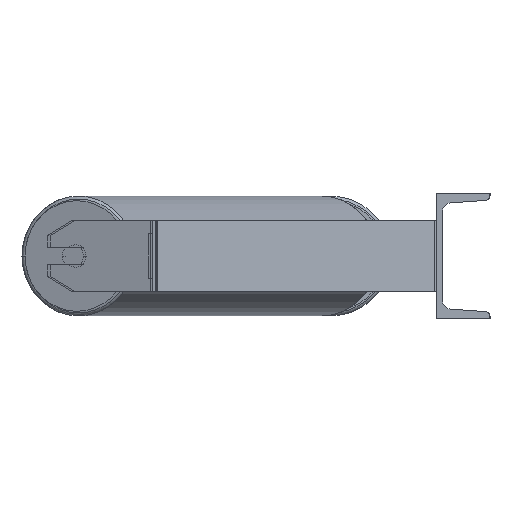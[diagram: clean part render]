
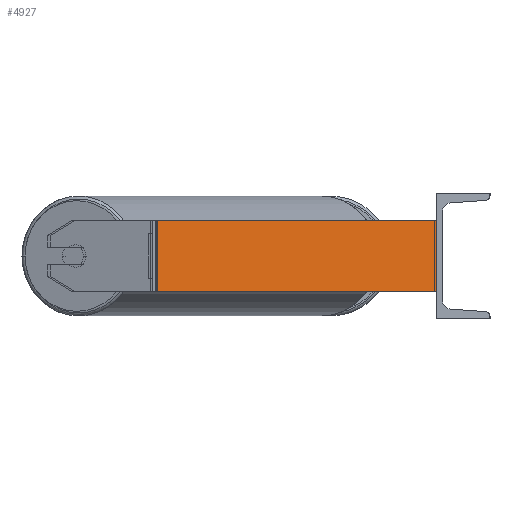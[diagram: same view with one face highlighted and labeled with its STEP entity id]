
A CAD part, left-side view. The second image highlights one B-rep face of the part: STEP entity #4927.
In plain terms, the highlighted planar face has unit normal (-0.985, -0.174, 0).
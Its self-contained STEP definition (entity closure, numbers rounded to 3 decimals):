
#42 = CARTESIAN_POINT ( 'NONE',  ( -1185., 0., 40. ) ) ;
#58 = DIRECTION ( 'NONE',  ( 0.985, 0.174, 0. ) ) ;
#121 = VECTOR ( 'NONE', #1402, 1000. ) ;
#366 = VECTOR ( 'NONE', #3597, 1000. ) ;
#490 = LINE ( 'NONE', #42, #121 ) ;
#567 = CARTESIAN_POINT ( 'NONE',  ( -1185., 0., -40. ) ) ;
#704 = ORIENTED_EDGE ( 'NONE', *, *, #2715, .F. ) ;
#738 = FACE_OUTER_BOUND ( 'NONE', #2357, .T. ) ;
#1008 = LINE ( 'NONE', #2449, #366 ) ;
#1376 = VECTOR ( 'NONE', #8561, 1000. ) ;
#1402 = DIRECTION ( 'NONE',  ( 0., 0., -1. ) ) ;
#1621 = EDGE_CURVE ( 'NONE', #6719, #3989, #490, .T. ) ;
#2357 = EDGE_LOOP ( 'NONE', ( #2662, #6640, #704, #5265 ) ) ;
#2449 = CARTESIAN_POINT ( 'NONE',  ( -1240.318, 313.724, 40. ) ) ;
#2525 = LINE ( 'NONE', #8954, #3637 ) ;
#2662 = ORIENTED_EDGE ( 'NONE', *, *, #3571, .T. ) ;
#2715 = EDGE_CURVE ( 'NONE', #9061, #6719, #1008, .T. ) ;
#2882 = DIRECTION ( 'NONE',  ( -0.174, 0.985, 0. ) ) ;
#2918 = CARTESIAN_POINT ( 'NONE',  ( -1239.574, 309.502, -40. ) ) ;
#2927 = CARTESIAN_POINT ( 'NONE',  ( -1240.318, 313.724, -40. ) ) ;
#2949 = CARTESIAN_POINT ( 'NONE',  ( -1239.574, 309.502, 40. ) ) ;
#3571 = EDGE_CURVE ( 'NONE', #4545, #3989, #4483, .T. ) ;
#3586 = CARTESIAN_POINT ( 'NONE',  ( -1240.318, 313.724, 40. ) ) ;
#3597 = DIRECTION ( 'NONE',  ( 0.174, -0.985, 0. ) ) ;
#3637 = VECTOR ( 'NONE', #7475, 1000. ) ;
#3989 = VERTEX_POINT ( 'NONE', #567 ) ;
#4030 = EDGE_CURVE ( 'NONE', #9061, #4545, #2525, .T. ) ;
#4090 = AXIS2_PLACEMENT_3D ( 'NONE', #3586, #58, #2882 ) ;
#4483 = LINE ( 'NONE', #2927, #1376 ) ;
#4545 = VERTEX_POINT ( 'NONE', #2918 ) ;
#4927 = ADVANCED_FACE ( 'NONE', ( #738 ), #5142, .F. ) ;
#5142 = PLANE ( 'NONE',  #4090 ) ;
#5227 = CARTESIAN_POINT ( 'NONE',  ( -1185., 0., 40. ) ) ;
#5265 = ORIENTED_EDGE ( 'NONE', *, *, #4030, .T. ) ;
#6640 = ORIENTED_EDGE ( 'NONE', *, *, #1621, .F. ) ;
#6719 = VERTEX_POINT ( 'NONE', #5227 ) ;
#7475 = DIRECTION ( 'NONE',  ( 0., 0., -1. ) ) ;
#8561 = DIRECTION ( 'NONE',  ( 0.174, -0.985, 0. ) ) ;
#8954 = CARTESIAN_POINT ( 'NONE',  ( -1239.574, 309.502, 40. ) ) ;
#9061 = VERTEX_POINT ( 'NONE', #2949 ) ;
